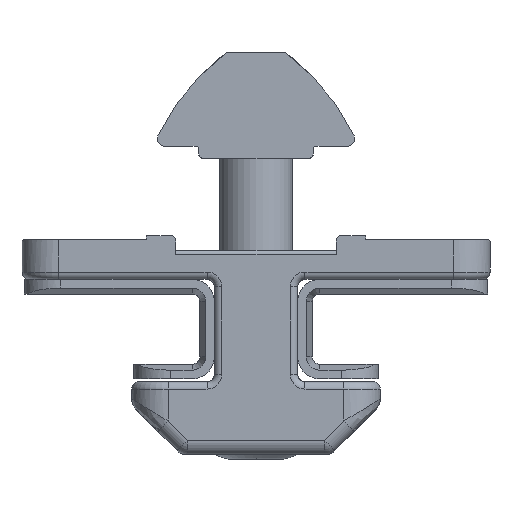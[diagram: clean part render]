
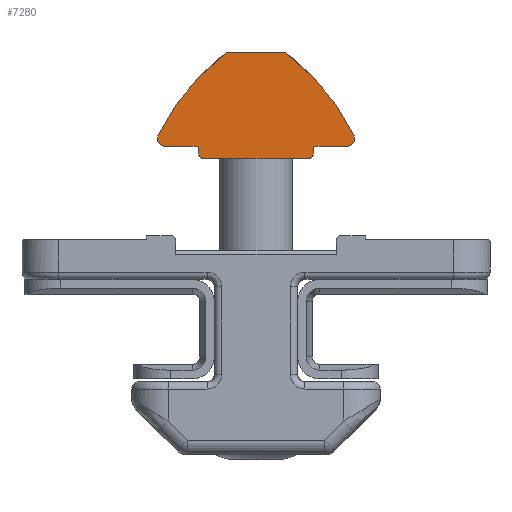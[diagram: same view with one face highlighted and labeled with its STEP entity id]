
A CAD part, front view. The second image highlights one B-rep face of the part: STEP entity #7280.
In plain terms, the highlighted face is planar.
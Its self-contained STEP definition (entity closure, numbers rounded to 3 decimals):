
#95 = ORIENTED_EDGE ( 'NONE', *, *, #3174, .T. ) ;
#169 = ORIENTED_EDGE ( 'NONE', *, *, #15139, .T. ) ;
#261 = DIRECTION ( 'NONE',  ( 1., 0., 0. ) ) ;
#451 = LINE ( 'NONE', #3994, #13950 ) ;
#460 = AXIS2_PLACEMENT_3D ( 'NONE', #15518, #7657, #16835 ) ;
#552 = AXIS2_PLACEMENT_3D ( 'NONE', #13363, #5512, #14695 ) ;
#888 = CARTESIAN_POINT ( 'NONE',  ( -6.854, 4.908, 22. ) ) ;
#1119 = ORIENTED_EDGE ( 'NONE', *, *, #8208, .T. ) ;
#1152 = LINE ( 'NONE', #7126, #14650 ) ;
#1303 = CIRCLE ( 'NONE', #15140, 0.2 ) ;
#1338 = VERTEX_POINT ( 'NONE', #4050 ) ;
#1373 = VERTEX_POINT ( 'NONE', #9337 ) ;
#1911 = DIRECTION ( 'NONE',  ( 0., 1., 0. ) ) ;
#2187 = DIRECTION ( 'NONE',  ( -1., 0., 0. ) ) ;
#2262 = EDGE_CURVE ( 'NONE', #4424, #16251, #14319, .T. ) ;
#2456 = FACE_OUTER_BOUND ( 'NONE', #4747, .T. ) ;
#2531 = ORIENTED_EDGE ( 'NONE', *, *, #2262, .T. ) ;
#2967 = PLANE ( 'NONE',  #9636 ) ;
#3029 = ORIENTED_EDGE ( 'NONE', *, *, #12855, .T. ) ;
#3174 = EDGE_CURVE ( 'NONE', #15685, #4424, #5457, .T. ) ;
#3540 = DIRECTION ( 'NONE',  ( 0., 0., -1. ) ) ;
#3854 = AXIS2_PLACEMENT_3D ( 'NONE', #4243, #13409, #5572 ) ;
#3909 = VERTEX_POINT ( 'NONE', #8553 ) ;
#3994 = CARTESIAN_POINT ( 'NONE',  ( 3.9, 0., 22. ) ) ;
#4050 = CARTESIAN_POINT ( 'NONE',  ( 3.7, 0., 22. ) ) ;
#4224 = AXIS2_PLACEMENT_3D ( 'NONE', #888, #10039, #2187 ) ;
#4243 = CARTESIAN_POINT ( 'NONE',  ( -6.25, -1.3, 22. ) ) ;
#4424 = VERTEX_POINT ( 'NONE', #9722 ) ;
#4574 = ORIENTED_EDGE ( 'NONE', *, *, #10109, .T. ) ;
#4579 = ORIENTED_EDGE ( 'NONE', *, *, #5449, .T. ) ;
#4587 = DIRECTION ( 'NONE',  ( 1., 0., 0. ) ) ;
#4747 = EDGE_LOOP ( 'NONE', ( #4574, #1119, #3029, #169, #4579, #6785, #14710, #15527, #7012, #13486, #4952, #11176, #95, #2531 ) ) ;
#4952 = ORIENTED_EDGE ( 'NONE', *, *, #5332, .T. ) ;
#5332 = EDGE_CURVE ( 'NONE', #1373, #3909, #7041, .T. ) ;
#5449 = EDGE_CURVE ( 'NONE', #15473, #9031, #15470, .T. ) ;
#5457 = LINE ( 'NONE', #5551, #8558 ) ;
#5494 = AXIS2_PLACEMENT_3D ( 'NONE', #6337, #15533, #7676 ) ;
#5512 = DIRECTION ( 'NONE',  ( 0., 0., 1. ) ) ;
#5551 = CARTESIAN_POINT ( 'NONE',  ( 3.9, -0.8, 22. ) ) ;
#5572 = DIRECTION ( 'NONE',  ( 1., 0., 0. ) ) ;
#5597 = VECTOR ( 'NONE', #4587, 1000. ) ;
#5599 = DIRECTION ( 'NONE',  ( 0., 0., 1. ) ) ;
#5985 = VERTEX_POINT ( 'NONE', #14340 ) ;
#6110 = CARTESIAN_POINT ( 'NONE',  ( -3.9, -0.8, 22. ) ) ;
#6304 = DIRECTION ( 'NONE',  ( 0., -1., 0. ) ) ;
#6337 = CARTESIAN_POINT ( 'NONE',  ( -4.1, -0.6, 22. ) ) ;
#6664 = CARTESIAN_POINT ( 'NONE',  ( 6.25, -0.8, 22. ) ) ;
#6785 = ORIENTED_EDGE ( 'NONE', *, *, #9778, .T. ) ;
#6790 = CARTESIAN_POINT ( 'NONE',  ( 3.9, -0.6, 22. ) ) ;
#6950 = VERTEX_POINT ( 'NONE', #12748 ) ;
#7012 = ORIENTED_EDGE ( 'NONE', *, *, #14897, .T. ) ;
#7041 = CIRCLE ( 'NONE', #4224, 15. ) ;
#7126 = CARTESIAN_POINT ( 'NONE',  ( 3.9, 0., 22. ) ) ;
#7280 = ADVANCED_FACE ( 'NONE', ( #2456 ), #2967, .T. ) ;
#7348 = CARTESIAN_POINT ( 'NONE',  ( -6.702, -1.514, 22. ) ) ;
#7362 = CARTESIAN_POINT ( 'NONE',  ( 6.854, 4.908, 22. ) ) ;
#7446 = DIRECTION ( 'NONE',  ( -1., 0., 0. ) ) ;
#7657 = DIRECTION ( 'NONE',  ( 0., 0., 1. ) ) ;
#7676 = DIRECTION ( 'NONE',  ( 1., 0., 0. ) ) ;
#7867 = CIRCLE ( 'NONE', #552, 0.5 ) ;
#8104 = DIRECTION ( 'NONE',  ( 0., 0., 1. ) ) ;
#8208 = EDGE_CURVE ( 'NONE', #14061, #1338, #9381, .T. ) ;
#8553 = CARTESIAN_POINT ( 'NONE',  ( 6.702, -1.514, 22. ) ) ;
#8558 = VECTOR ( 'NONE', #14722, 1000. ) ;
#8663 = VERTEX_POINT ( 'NONE', #12329 ) ;
#8705 = DIRECTION ( 'NONE',  ( 1., 0., 0. ) ) ;
#9012 = EDGE_CURVE ( 'NONE', #6950, #11388, #14082, .T. ) ;
#9031 = VERTEX_POINT ( 'NONE', #16080 ) ;
#9337 = CARTESIAN_POINT ( 'NONE',  ( 2., -7.2, 22. ) ) ;
#9381 = CIRCLE ( 'NONE', #460, 0.2 ) ;
#9636 = AXIS2_PLACEMENT_3D ( 'NONE', #12121, #5599, #14763 ) ;
#9679 = LINE ( 'NONE', #6110, #16271 ) ;
#9722 = CARTESIAN_POINT ( 'NONE',  ( 4.1, -0.8, 22. ) ) ;
#9778 = EDGE_CURVE ( 'NONE', #9031, #8663, #13846, .T. ) ;
#10039 = DIRECTION ( 'NONE',  ( 0., 0., 1. ) ) ;
#10109 = EDGE_CURVE ( 'NONE', #16251, #14061, #1152, .T. ) ;
#10248 = AXIS2_PLACEMENT_3D ( 'NONE', #11399, #3540, #12693 ) ;
#10703 = EDGE_CURVE ( 'NONE', #12766, #1373, #12570, .T. ) ;
#11115 = CARTESIAN_POINT ( 'NONE',  ( -2., -7.2, 22. ) ) ;
#11176 = ORIENTED_EDGE ( 'NONE', *, *, #14711, .T. ) ;
#11388 = VERTEX_POINT ( 'NONE', #7348 ) ;
#11399 = CARTESIAN_POINT ( 'NONE',  ( 4.1, -0.6, 22. ) ) ;
#11552 = CIRCLE ( 'NONE', #15493, 15. ) ;
#12026 = EDGE_CURVE ( 'NONE', #8663, #6950, #9679, .T. ) ;
#12121 = CARTESIAN_POINT ( 'NONE',  ( -6.25, -1.3, 22. ) ) ;
#12133 = CARTESIAN_POINT ( 'NONE',  ( 3.9, -0.2, 22. ) ) ;
#12329 = CARTESIAN_POINT ( 'NONE',  ( -4.1, -0.8, 22. ) ) ;
#12570 = LINE ( 'NONE', #11115, #5597 ) ;
#12693 = DIRECTION ( 'NONE',  ( 1., 0., 0. ) ) ;
#12748 = CARTESIAN_POINT ( 'NONE',  ( -6.25, -0.8, 22. ) ) ;
#12766 = VERTEX_POINT ( 'NONE', #16819 ) ;
#12779 = CARTESIAN_POINT ( 'NONE',  ( -3.9, 0., 22. ) ) ;
#12855 = EDGE_CURVE ( 'NONE', #1338, #5985, #451, .T. ) ;
#13158 = DIRECTION ( 'NONE',  ( -1., 0., 0. ) ) ;
#13363 = CARTESIAN_POINT ( 'NONE',  ( 6.25, -1.3, 22. ) ) ;
#13409 = DIRECTION ( 'NONE',  ( 0., 0., 1. ) ) ;
#13486 = ORIENTED_EDGE ( 'NONE', *, *, #10703, .T. ) ;
#13846 = CIRCLE ( 'NONE', #5494, 0.2 ) ;
#13950 = VECTOR ( 'NONE', #13158, 1000. ) ;
#13978 = CARTESIAN_POINT ( 'NONE',  ( -3.9, -0.2, 22. ) ) ;
#14061 = VERTEX_POINT ( 'NONE', #12133 ) ;
#14082 = CIRCLE ( 'NONE', #3854, 0.5 ) ;
#14319 = CIRCLE ( 'NONE', #10248, 0.2 ) ;
#14340 = CARTESIAN_POINT ( 'NONE',  ( -3.7, 0., 22. ) ) ;
#14650 = VECTOR ( 'NONE', #1911, 1000. ) ;
#14695 = DIRECTION ( 'NONE',  ( -1., 0., 0. ) ) ;
#14710 = ORIENTED_EDGE ( 'NONE', *, *, #12026, .T. ) ;
#14711 = EDGE_CURVE ( 'NONE', #3909, #15685, #7867, .T. ) ;
#14722 = DIRECTION ( 'NONE',  ( -1., 0., 0. ) ) ;
#14763 = DIRECTION ( 'NONE',  ( 1., 0., 0. ) ) ;
#14897 = EDGE_CURVE ( 'NONE', #11388, #12766, #11552, .T. ) ;
#15033 = VECTOR ( 'NONE', #6304, 1000. ) ;
#15139 = EDGE_CURVE ( 'NONE', #5985, #15473, #1303, .T. ) ;
#15140 = AXIS2_PLACEMENT_3D ( 'NONE', #15949, #8104, #261 ) ;
#15470 = LINE ( 'NONE', #12779, #15033 ) ;
#15473 = VERTEX_POINT ( 'NONE', #13978 ) ;
#15493 = AXIS2_PLACEMENT_3D ( 'NONE', #7362, #16555, #8705 ) ;
#15518 = CARTESIAN_POINT ( 'NONE',  ( 3.7, -0.2, 22. ) ) ;
#15527 = ORIENTED_EDGE ( 'NONE', *, *, #9012, .T. ) ;
#15533 = DIRECTION ( 'NONE',  ( 0., 0., -1. ) ) ;
#15685 = VERTEX_POINT ( 'NONE', #6664 ) ;
#15949 = CARTESIAN_POINT ( 'NONE',  ( -3.7, -0.2, 22. ) ) ;
#16080 = CARTESIAN_POINT ( 'NONE',  ( -3.9, -0.6, 22. ) ) ;
#16251 = VERTEX_POINT ( 'NONE', #6790 ) ;
#16271 = VECTOR ( 'NONE', #7446, 1000. ) ;
#16555 = DIRECTION ( 'NONE',  ( 0., 0., 1. ) ) ;
#16819 = CARTESIAN_POINT ( 'NONE',  ( -2., -7.2, 22. ) ) ;
#16835 = DIRECTION ( 'NONE',  ( 1., 0., 0. ) ) ;
